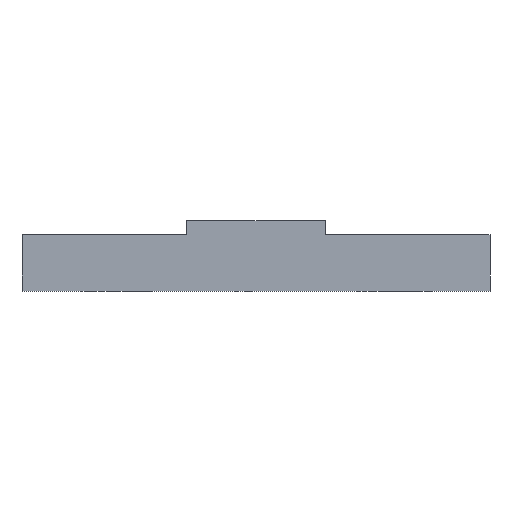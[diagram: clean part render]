
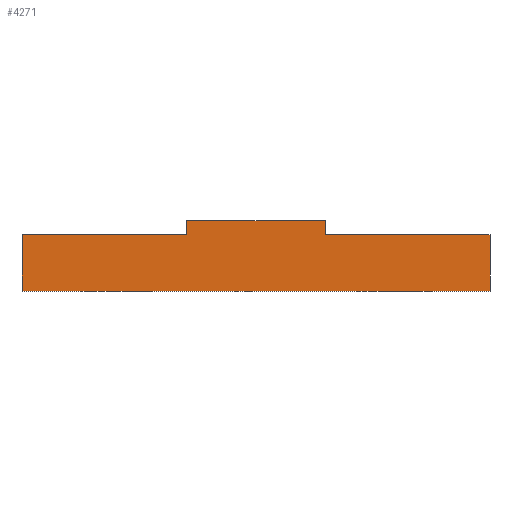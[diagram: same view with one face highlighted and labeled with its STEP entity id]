
A CAD part, front view. The second image highlights one B-rep face of the part: STEP entity #4271.
In plain terms, the highlighted planar face has unit normal (0, -1, 0).
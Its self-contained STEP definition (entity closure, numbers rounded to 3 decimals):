
#56 = EDGE_CURVE ( 'NONE', #4166, #2660, #3858, .T. ) ;
#150 = EDGE_CURVE ( 'NONE', #420, #4166, #4116, .T. ) ;
#182 = LINE ( 'NONE', #1363, #4073 ) ;
#189 = ORIENTED_EDGE ( 'NONE', *, *, #2378, .F. ) ;
#260 = VECTOR ( 'NONE', #990, 1000. ) ;
#304 = CARTESIAN_POINT ( 'NONE',  ( 11., -13., 1. ) ) ;
#420 = VERTEX_POINT ( 'NONE', #4000 ) ;
#570 = EDGE_CURVE ( 'NONE', #3522, #3065, #4111, .T. ) ;
#790 = CARTESIAN_POINT ( 'NONE',  ( 11., -13., -1.65 ) ) ;
#819 = DIRECTION ( 'NONE',  ( 0., 0., -1. ) ) ;
#903 = CARTESIAN_POINT ( 'NONE',  ( 3.25, -13., 1.65 ) ) ;
#990 = DIRECTION ( 'NONE',  ( 1., 0., 0. ) ) ;
#1021 = FACE_OUTER_BOUND ( 'NONE', #4170, .T. ) ;
#1078 = DIRECTION ( 'NONE',  ( 0., 1., 0. ) ) ;
#1228 = ORIENTED_EDGE ( 'NONE', *, *, #4572, .T. ) ;
#1358 = DIRECTION ( 'NONE',  ( 0., 0., -1. ) ) ;
#1363 = CARTESIAN_POINT ( 'NONE',  ( 3.25, -13., 1.65 ) ) ;
#1391 = CARTESIAN_POINT ( 'NONE',  ( 0., -13., -1.65 ) ) ;
#1460 = VECTOR ( 'NONE', #819, 1000. ) ;
#1467 = ORIENTED_EDGE ( 'NONE', *, *, #56, .T. ) ;
#1476 = VERTEX_POINT ( 'NONE', #2388 ) ;
#1568 = VERTEX_POINT ( 'NONE', #4302 ) ;
#1641 = CARTESIAN_POINT ( 'NONE',  ( 0., -13., 1. ) ) ;
#1770 = AXIS2_PLACEMENT_3D ( 'NONE', #2805, #1078, #2875 ) ;
#1798 = VECTOR ( 'NONE', #1358, 1000. ) ;
#1899 = EDGE_CURVE ( 'NONE', #420, #1476, #3424, .T. ) ;
#1902 = EDGE_CURVE ( 'NONE', #1568, #2800, #3141, .T. ) ;
#1999 = EDGE_CURVE ( 'NONE', #2800, #2660, #4575, .T. ) ;
#2238 = ORIENTED_EDGE ( 'NONE', *, *, #570, .F. ) ;
#2253 = CARTESIAN_POINT ( 'NONE',  ( 11., -13., 1. ) ) ;
#2270 = CARTESIAN_POINT ( 'NONE',  ( -3.25, -13., 1.65 ) ) ;
#2378 = EDGE_CURVE ( 'NONE', #3065, #1568, #182, .T. ) ;
#2388 = CARTESIAN_POINT ( 'NONE',  ( -3.25, -13., 1. ) ) ;
#2645 = DIRECTION ( 'NONE',  ( 1., 0., 0. ) ) ;
#2660 = VERTEX_POINT ( 'NONE', #790 ) ;
#2721 = DIRECTION ( 'NONE',  ( 0., 0., -1. ) ) ;
#2800 = VERTEX_POINT ( 'NONE', #2253 ) ;
#2805 = CARTESIAN_POINT ( 'NONE',  ( 0., -13., 1. ) ) ;
#2875 = DIRECTION ( 'NONE',  ( 0., 0., 1. ) ) ;
#2969 = VECTOR ( 'NONE', #4529, 1000. ) ;
#3065 = VERTEX_POINT ( 'NONE', #903 ) ;
#3124 = VECTOR ( 'NONE', #2721, 1000. ) ;
#3134 = DIRECTION ( 'NONE',  ( 0., 0., -1. ) ) ;
#3141 = LINE ( 'NONE', #1641, #3782 ) ;
#3371 = ORIENTED_EDGE ( 'NONE', *, *, #150, .T. ) ;
#3424 = LINE ( 'NONE', #4187, #2969 ) ;
#3522 = VERTEX_POINT ( 'NONE', #3812 ) ;
#3569 = PLANE ( 'NONE',  #1770 ) ;
#3625 = ORIENTED_EDGE ( 'NONE', *, *, #1902, .F. ) ;
#3659 = ORIENTED_EDGE ( 'NONE', *, *, #1999, .F. ) ;
#3782 = VECTOR ( 'NONE', #4544, 1000. ) ;
#3812 = CARTESIAN_POINT ( 'NONE',  ( -3.25, -13., 1.65 ) ) ;
#3858 = LINE ( 'NONE', #1391, #260 ) ;
#4000 = CARTESIAN_POINT ( 'NONE',  ( -11., -13., 1. ) ) ;
#4073 = VECTOR ( 'NONE', #3134, 1000. ) ;
#4093 = LINE ( 'NONE', #2270, #1460 ) ;
#4105 = CARTESIAN_POINT ( 'NONE',  ( -3.25, -13., 1.65 ) ) ;
#4111 = LINE ( 'NONE', #4105, #4558 ) ;
#4116 = LINE ( 'NONE', #4546, #3124 ) ;
#4139 = ORIENTED_EDGE ( 'NONE', *, *, #1899, .F. ) ;
#4166 = VERTEX_POINT ( 'NONE', #4611 ) ;
#4170 = EDGE_LOOP ( 'NONE', ( #3625, #189, #2238, #1228, #4139, #3371, #1467, #3659 ) ) ;
#4187 = CARTESIAN_POINT ( 'NONE',  ( 0., -13., 1. ) ) ;
#4271 = ADVANCED_FACE ( 'NONE', ( #1021 ), #3569, .F. ) ;
#4302 = CARTESIAN_POINT ( 'NONE',  ( 3.25, -13., 1. ) ) ;
#4529 = DIRECTION ( 'NONE',  ( 1., 0., 0. ) ) ;
#4544 = DIRECTION ( 'NONE',  ( 1., 0., 0. ) ) ;
#4546 = CARTESIAN_POINT ( 'NONE',  ( -11., -13., 1. ) ) ;
#4558 = VECTOR ( 'NONE', #2645, 1000. ) ;
#4572 = EDGE_CURVE ( 'NONE', #3522, #1476, #4093, .T. ) ;
#4575 = LINE ( 'NONE', #304, #1798 ) ;
#4611 = CARTESIAN_POINT ( 'NONE',  ( -11., -13., -1.65 ) ) ;
